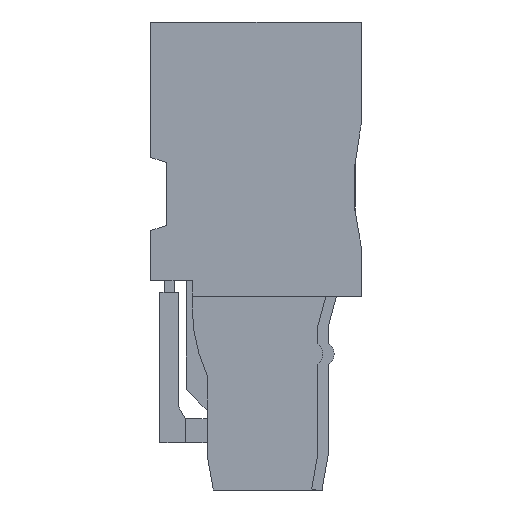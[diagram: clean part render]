
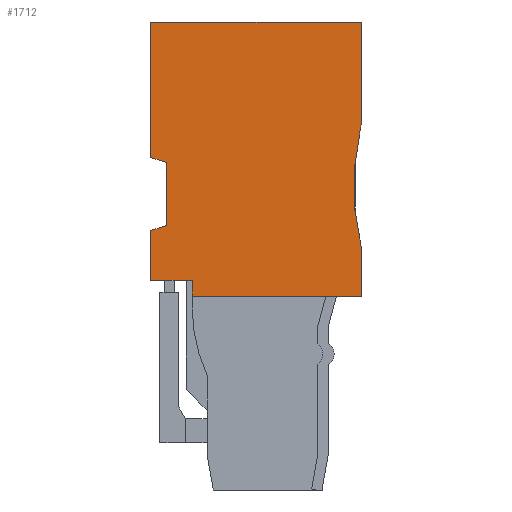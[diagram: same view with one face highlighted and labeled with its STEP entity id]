
A CAD part, left-side view. The second image highlights one B-rep face of the part: STEP entity #1712.
In plain terms, the highlighted planar face has unit normal (-1, 0, 0).
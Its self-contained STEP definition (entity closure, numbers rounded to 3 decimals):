
#1579=AXIS2_PLACEMENT_3D('Plane Axis2P3D',#1576,#1577,#1578) ;
#1625=AXIS2_PLACEMENT_3D('Circle Axis2P3D',#1623,#1624,$) ;
#1632=AXIS2_PLACEMENT_3D('Circle Axis2P3D',#1630,#1631,$) ;
#1538=CARTESIAN_POINT('Vertex',(0.,14.,13.95)) ;
#1541=CARTESIAN_POINT('Line Origine',(0.,14.,14.3)) ;
#1545=CARTESIAN_POINT('Vertex',(0.,14.,14.65)) ;
#1548=CARTESIAN_POINT('Line Origine',(0.,14.,15.921)) ;
#1552=CARTESIAN_POINT('Vertex',(0.,14.,17.192)) ;
#1555=CARTESIAN_POINT('Line Origine',(0.,14.,17.229)) ;
#1559=CARTESIAN_POINT('Vertex',(0.,14.,17.265)) ;
#1576=CARTESIAN_POINT('Axis2P3D Location',(0.,6.8,12.9)) ;
#1581=CARTESIAN_POINT('Line Origine',(0.,12.969,19.7)) ;
#1585=CARTESIAN_POINT('Vertex',(0.,12.969,21.8)) ;
#1587=CARTESIAN_POINT('Vertex',(0.,12.969,17.6)) ;
#1590=CARTESIAN_POINT('Line Origine',(0.,13.485,17.433)) ;
#1595=CARTESIAN_POINT('Line Origine',(0.,12.625,13.95)) ;
#1599=CARTESIAN_POINT('Vertex',(0.,11.25,13.95)) ;
#1602=CARTESIAN_POINT('Line Origine',(0.,11.25,13.425)) ;
#1606=CARTESIAN_POINT('Vertex',(0.,11.25,12.9)) ;
#1609=CARTESIAN_POINT('Line Origine',(0.,5.625,12.9)) ;
#1613=CARTESIAN_POINT('Vertex',(0.,0.,12.9)) ;
#1616=CARTESIAN_POINT('Line Origine',(0.,0.,14.566)) ;
#1620=CARTESIAN_POINT('Vertex',(0.,0.,16.231)) ;
#1623=CARTESIAN_POINT('Axis2P3D Location',(0.,-15.5,20.2)) ;
#1627=CARTESIAN_POINT('Vertex',(0.,0.083,23.83)) ;
#1630=CARTESIAN_POINT('Axis2P3D Location',(0.,3.172,24.55)) ;
#1634=CARTESIAN_POINT('Vertex',(0.,0.,24.55)) ;
#1637=CARTESIAN_POINT('Line Origine',(0.,0.,27.85)) ;
#1641=CARTESIAN_POINT('Vertex',(0.,0.,31.15)) ;
#1644=CARTESIAN_POINT('Line Origine',(0.,7.,31.15)) ;
#1648=CARTESIAN_POINT('Vertex',(0.,14.,31.15)) ;
#1651=CARTESIAN_POINT('Line Origine',(0.,14.,30.844)) ;
#1655=CARTESIAN_POINT('Vertex',(0.,14.,30.538)) ;
#1658=CARTESIAN_POINT('Line Origine',(0.,14.,29.541)) ;
#1662=CARTESIAN_POINT('Vertex',(0.,14.,28.544)) ;
#1665=CARTESIAN_POINT('Line Origine',(0.,14.,28.497)) ;
#1669=CARTESIAN_POINT('Vertex',(0.,14.,28.45)) ;
#1672=CARTESIAN_POINT('Line Origine',(0.,14.,25.329)) ;
#1676=CARTESIAN_POINT('Vertex',(0.,14.,22.208)) ;
#1679=CARTESIAN_POINT('Line Origine',(0.,14.,22.171)) ;
#1683=CARTESIAN_POINT('Vertex',(0.,14.,22.135)) ;
#1686=CARTESIAN_POINT('Line Origine',(0.,13.485,21.967)) ;
#1542=DIRECTION('Vector Direction',(0.,0.,1.)) ;
#1549=DIRECTION('Vector Direction',(0.,0.,-1.)) ;
#1556=DIRECTION('Vector Direction',(0.,0.,1.)) ;
#1577=DIRECTION('Axis2P3D Direction',(1.,0.,-0.)) ;
#1578=DIRECTION('Axis2P3D XDirection',(0.,0.,1.)) ;
#1582=DIRECTION('Vector Direction',(0.,0.,1.)) ;
#1591=DIRECTION('Vector Direction',(0.,-0.951,0.309)) ;
#1596=DIRECTION('Vector Direction',(0.,1.,0.)) ;
#1603=DIRECTION('Vector Direction',(0.,0.,1.)) ;
#1610=DIRECTION('Vector Direction',(0.,1.,0.)) ;
#1617=DIRECTION('Vector Direction',(0.,0.,-1.)) ;
#1624=DIRECTION('Axis2P3D Direction',(1.,0.,-0.)) ;
#1631=DIRECTION('Axis2P3D Direction',(1.,0.,-0.)) ;
#1638=DIRECTION('Vector Direction',(0.,0.,-1.)) ;
#1645=DIRECTION('Vector Direction',(0.,-1.,0.)) ;
#1652=DIRECTION('Vector Direction',(0.,0.,1.)) ;
#1659=DIRECTION('Vector Direction',(0.,0.,1.)) ;
#1666=DIRECTION('Vector Direction',(0.,0.,1.)) ;
#1673=DIRECTION('Vector Direction',(0.,0.,-1.)) ;
#1680=DIRECTION('Vector Direction',(0.,0.,1.)) ;
#1687=DIRECTION('Vector Direction',(0.,0.951,0.309)) ;
#1543=VECTOR('Line Direction',#1542,1.) ;
#1550=VECTOR('Line Direction',#1549,1.) ;
#1557=VECTOR('Line Direction',#1556,1.) ;
#1583=VECTOR('Line Direction',#1582,1.) ;
#1592=VECTOR('Line Direction',#1591,1.) ;
#1597=VECTOR('Line Direction',#1596,1.) ;
#1604=VECTOR('Line Direction',#1603,1.) ;
#1611=VECTOR('Line Direction',#1610,1.) ;
#1618=VECTOR('Line Direction',#1617,1.) ;
#1639=VECTOR('Line Direction',#1638,1.) ;
#1646=VECTOR('Line Direction',#1645,1.) ;
#1653=VECTOR('Line Direction',#1652,1.) ;
#1660=VECTOR('Line Direction',#1659,1.) ;
#1667=VECTOR('Line Direction',#1666,1.) ;
#1674=VECTOR('Line Direction',#1673,1.) ;
#1681=VECTOR('Line Direction',#1680,1.) ;
#1688=VECTOR('Line Direction',#1687,1.) ;
#1692=ORIENTED_EDGE('',*,*,#1589,.T.) ;
#1693=ORIENTED_EDGE('',*,*,#1594,.T.) ;
#1694=ORIENTED_EDGE('',*,*,#1561,.F.) ;
#1695=ORIENTED_EDGE('',*,*,#1554,.F.) ;
#1696=ORIENTED_EDGE('',*,*,#1547,.F.) ;
#1697=ORIENTED_EDGE('',*,*,#1601,.F.) ;
#1698=ORIENTED_EDGE('',*,*,#1608,.F.) ;
#1699=ORIENTED_EDGE('',*,*,#1615,.T.) ;
#1700=ORIENTED_EDGE('',*,*,#1622,.T.) ;
#1701=ORIENTED_EDGE('',*,*,#1629,.T.) ;
#1702=ORIENTED_EDGE('',*,*,#1636,.T.) ;
#1703=ORIENTED_EDGE('',*,*,#1643,.T.) ;
#1704=ORIENTED_EDGE('',*,*,#1650,.T.) ;
#1705=ORIENTED_EDGE('',*,*,#1657,.F.) ;
#1706=ORIENTED_EDGE('',*,*,#1664,.F.) ;
#1707=ORIENTED_EDGE('',*,*,#1671,.F.) ;
#1708=ORIENTED_EDGE('',*,*,#1678,.F.) ;
#1709=ORIENTED_EDGE('',*,*,#1685,.F.) ;
#1710=ORIENTED_EDGE('',*,*,#1690,.T.) ;
#1712=ADVANCED_FACE('V1',(#1711),#1580,.F.) ;
#1626=CIRCLE('generated circle',#1625,16.) ;
#1633=CIRCLE('generated circle',#1632,3.172) ;
#1547=EDGE_CURVE('',#1539,#1546,#1544,.T.) ;
#1554=EDGE_CURVE('',#1546,#1553,#1551,.F.) ;
#1561=EDGE_CURVE('',#1553,#1560,#1558,.T.) ;
#1589=EDGE_CURVE('',#1586,#1588,#1584,.F.) ;
#1594=EDGE_CURVE('',#1588,#1560,#1593,.F.) ;
#1601=EDGE_CURVE('',#1600,#1539,#1598,.T.) ;
#1608=EDGE_CURVE('',#1607,#1600,#1605,.T.) ;
#1615=EDGE_CURVE('',#1607,#1614,#1612,.F.) ;
#1622=EDGE_CURVE('',#1614,#1621,#1619,.F.) ;
#1629=EDGE_CURVE('',#1621,#1628,#1626,.T.) ;
#1636=EDGE_CURVE('',#1628,#1635,#1633,.F.) ;
#1643=EDGE_CURVE('',#1635,#1642,#1640,.F.) ;
#1650=EDGE_CURVE('',#1642,#1649,#1647,.F.) ;
#1657=EDGE_CURVE('',#1656,#1649,#1654,.T.) ;
#1664=EDGE_CURVE('',#1663,#1656,#1661,.T.) ;
#1671=EDGE_CURVE('',#1670,#1663,#1668,.T.) ;
#1678=EDGE_CURVE('',#1677,#1670,#1675,.F.) ;
#1685=EDGE_CURVE('',#1684,#1677,#1682,.T.) ;
#1690=EDGE_CURVE('',#1684,#1586,#1689,.F.) ;
#1691=EDGE_LOOP('',(#1692,#1693,#1694,#1695,#1696,#1697,#1698,#1699,#1700,#1701,#1702,#1703,#1704,#1705,#1706,#1707,#1708,#1709,#1710)) ;
#1711=FACE_OUTER_BOUND('',#1691,.T.) ;
#1544=LINE('Line',#1541,#1543) ;
#1551=LINE('Line',#1548,#1550) ;
#1558=LINE('Line',#1555,#1557) ;
#1584=LINE('Line',#1581,#1583) ;
#1593=LINE('Line',#1590,#1592) ;
#1598=LINE('Line',#1595,#1597) ;
#1605=LINE('Line',#1602,#1604) ;
#1612=LINE('Line',#1609,#1611) ;
#1619=LINE('Line',#1616,#1618) ;
#1640=LINE('Line',#1637,#1639) ;
#1647=LINE('Line',#1644,#1646) ;
#1654=LINE('Line',#1651,#1653) ;
#1661=LINE('Line',#1658,#1660) ;
#1668=LINE('Line',#1665,#1667) ;
#1675=LINE('Line',#1672,#1674) ;
#1682=LINE('Line',#1679,#1681) ;
#1689=LINE('Line',#1686,#1688) ;
#1580=PLANE('',#1579) ;
#1539=VERTEX_POINT('',#1538) ;
#1546=VERTEX_POINT('',#1545) ;
#1553=VERTEX_POINT('',#1552) ;
#1560=VERTEX_POINT('',#1559) ;
#1586=VERTEX_POINT('',#1585) ;
#1588=VERTEX_POINT('',#1587) ;
#1600=VERTEX_POINT('',#1599) ;
#1607=VERTEX_POINT('',#1606) ;
#1614=VERTEX_POINT('',#1613) ;
#1621=VERTEX_POINT('',#1620) ;
#1628=VERTEX_POINT('',#1627) ;
#1635=VERTEX_POINT('',#1634) ;
#1642=VERTEX_POINT('',#1641) ;
#1649=VERTEX_POINT('',#1648) ;
#1656=VERTEX_POINT('',#1655) ;
#1663=VERTEX_POINT('',#1662) ;
#1670=VERTEX_POINT('',#1669) ;
#1677=VERTEX_POINT('',#1676) ;
#1684=VERTEX_POINT('',#1683) ;
